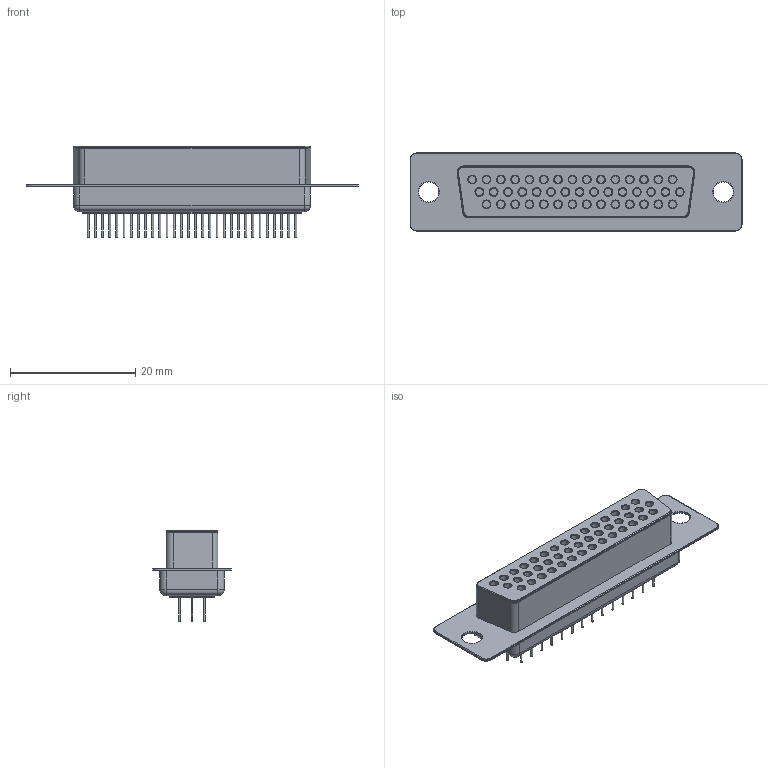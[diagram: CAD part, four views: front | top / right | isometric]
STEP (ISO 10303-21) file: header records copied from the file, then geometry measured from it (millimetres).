
FILE_DESCRIPTION(/* description */ ('model of DSUB-44-HD_Female_Vertical_P2.29x1.98mm_MountingHoles'),/* implementation_level */ '2;1');
FILE_NAME(/* name */ 'DSUB-44-HD_Female_Vertical_P2.29x1.98mm_MountingHoles.step',/* time_stamp */ '2019-01-05T14:22:52',/* author */ ('kicad StepUp','ksu'),/* organization */ ('FreeCAD'),/* preprocessor_version */ 'OCC',/* originating_system */ 'kicad StepUp',/* authorisation */ '');
FILE_SCHEMA(('AUTOMOTIVE_DESIGN { 1 0 10303 214 1 1 1 1 }'));
Length unit declared in the file: millimetre
Products named in the file (1): DSUB_94_female
Bounding box: 53.1 x 12.5 x 14.7 mm (x, y, z)
Volume: 3569.6 mm3; surface area: 3843.5 mm2
Topology: 2 solids, 3 shells, 363 faces, 668 edges, 396 vertices
Faces by surface type: plane 125, cylinder 122, cone 52, revolution 48, torus 12, sphere 4
Full cylindrical faces by diameter (mm): 0.3 x44, 1.2 x44, 3.2 x2
Entity records: 7195 total; most frequent: CARTESIAN_POINT 1550, ORIENTED_EDGE 1082, EDGE_CURVE 662, AXIS2_PLACEMENT_3D 606, FACE_BOUND 458, EDGE_LOOP 458, CIRCLE 404, VERTEX_POINT 396
